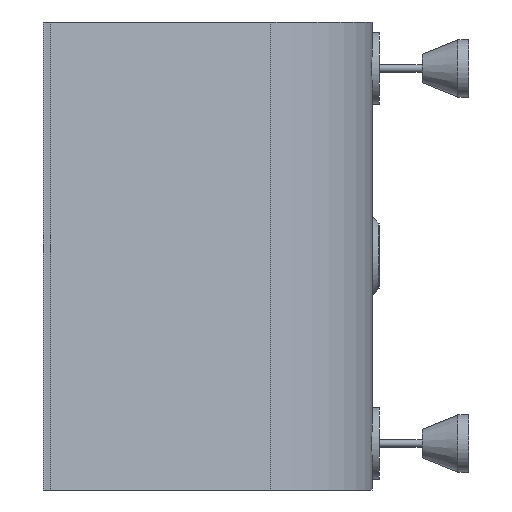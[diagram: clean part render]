
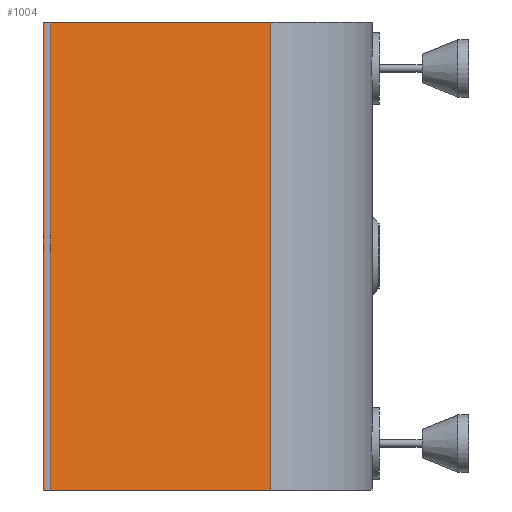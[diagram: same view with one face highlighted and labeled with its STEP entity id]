
A CAD part, left-side view. The second image highlights one B-rep face of the part: STEP entity #1004.
In plain terms, the highlighted planar face has unit normal (-0.946, -0.326, 0).
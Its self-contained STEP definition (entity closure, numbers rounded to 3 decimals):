
#15 = CARTESIAN_POINT ( 'NONE',  ( -842.577, 0., -327.5 ) ) ;
#47 = EDGE_CURVE ( 'NONE', #843, #677, #1300, .T. ) ;
#55 = EDGE_CURVE ( 'NONE', #975, #843, #1496, .T. ) ;
#82 = CARTESIAN_POINT ( 'NONE',  ( -842.577, 0., 327.5 ) ) ;
#277 = EDGE_CURVE ( 'NONE', #975, #329, #596, .T. ) ;
#329 = VERTEX_POINT ( 'NONE', #1946 ) ;
#334 = DIRECTION ( 'NONE',  ( 0.326, -0.945, 0. ) ) ;
#475 = CARTESIAN_POINT ( 'NONE',  ( -753.214, -259.44, 317.5 ) ) ;
#545 = DIRECTION ( 'NONE',  ( 0., 0., -1. ) ) ;
#596 = LINE ( 'NONE', #1365, #1148 ) ;
#677 = VERTEX_POINT ( 'NONE', #2442 ) ;
#708 = CARTESIAN_POINT ( 'NONE',  ( -732.909, -318.39, 317.5 ) ) ;
#745 = AXIS2_PLACEMENT_3D ( 'NONE', #475, #1247, #2004 ) ;
#843 = VERTEX_POINT ( 'NONE', #15 ) ;
#975 = VERTEX_POINT ( 'NONE', #82 ) ;
#1004 = ADVANCED_FACE ( 'NONE', ( #1435 ), #2200, .F. ) ;
#1045 = EDGE_CURVE ( 'NONE', #329, #677, #2439, .T. ) ;
#1148 = VECTOR ( 'NONE', #2121, 1000. ) ;
#1247 = DIRECTION ( 'NONE',  ( 0.945, 0.326, 0. ) ) ;
#1271 = ORIENTED_EDGE ( 'NONE', *, *, #277, .F. ) ;
#1300 = LINE ( 'NONE', #2054, #1507 ) ;
#1365 = CARTESIAN_POINT ( 'NONE',  ( -753.214, -259.44, 327.5 ) ) ;
#1419 = VECTOR ( 'NONE', #545, 1000. ) ;
#1435 = FACE_OUTER_BOUND ( 'NONE', #1813, .T. ) ;
#1472 = DIRECTION ( 'NONE',  ( 0., 0., -1. ) ) ;
#1496 = LINE ( 'NONE', #2266, #1419 ) ;
#1507 = VECTOR ( 'NONE', #334, 1000. ) ;
#1617 = ORIENTED_EDGE ( 'NONE', *, *, #55, .T. ) ;
#1710 = VECTOR ( 'NONE', #1472, 1000. ) ;
#1813 = EDGE_LOOP ( 'NONE', ( #2101, #2019, #1271, #1617 ) ) ;
#1946 = CARTESIAN_POINT ( 'NONE',  ( -732.909, -318.39, 327.5 ) ) ;
#2004 = DIRECTION ( 'NONE',  ( -0.326, 0.945, 0. ) ) ;
#2019 = ORIENTED_EDGE ( 'NONE', *, *, #1045, .F. ) ;
#2054 = CARTESIAN_POINT ( 'NONE',  ( -753.214, -259.44, -327.5 ) ) ;
#2101 = ORIENTED_EDGE ( 'NONE', *, *, #47, .T. ) ;
#2121 = DIRECTION ( 'NONE',  ( 0.326, -0.945, 0. ) ) ;
#2200 = PLANE ( 'NONE',  #745 ) ;
#2266 = CARTESIAN_POINT ( 'NONE',  ( -842.577, 0., 317.5 ) ) ;
#2439 = LINE ( 'NONE', #708, #1710 ) ;
#2442 = CARTESIAN_POINT ( 'NONE',  ( -732.909, -318.39, -327.5 ) ) ;
